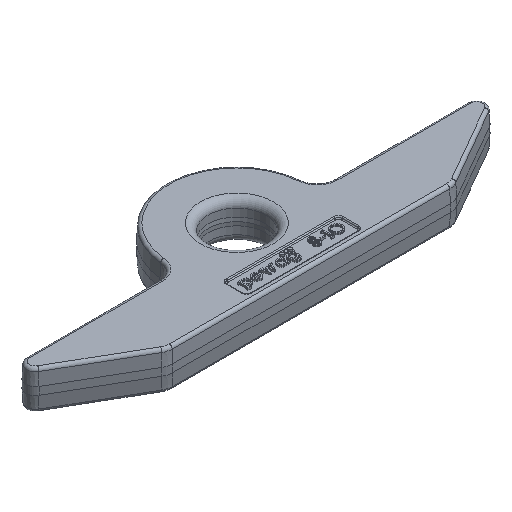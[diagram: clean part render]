
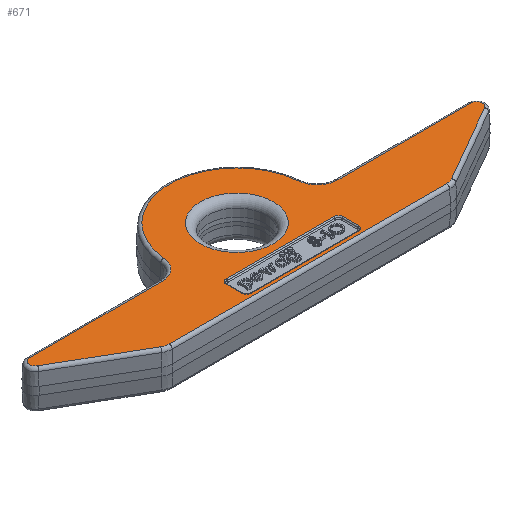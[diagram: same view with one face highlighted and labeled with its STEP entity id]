
A CAD part, isometric view. The second image highlights one B-rep face of the part: STEP entity #671.
In plain terms, the highlighted planar face has unit normal (0, 0, 1).
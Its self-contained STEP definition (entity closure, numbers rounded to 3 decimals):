
#671=ADVANCED_FACE('',(#1834,#1835,#1836),#1218,.T.);
#1218=PLANE('',#10826);
#1707=CIRCLE('',#10814,1.25);
#1708=CIRCLE('',#10815,1.25);
#1709=CIRCLE('',#10816,1.25);
#1710=CIRCLE('',#10817,1.25);
#1711=CIRCLE('',#10818,9.5);
#1712=CIRCLE('',#10819,5.469);
#1713=CIRCLE('',#10820,17.531);
#1714=CIRCLE('',#10821,5.469);
#1715=CIRCLE('',#10822,1.531);
#1716=CIRCLE('',#10823,3.531);
#1717=CIRCLE('',#10824,3.531);
#1718=CIRCLE('',#10825,1.531);
#1834=FACE_BOUND('',#1900,.T.);
#1835=FACE_BOUND('',#1901,.T.);
#1836=FACE_BOUND('',#1902,.T.);
#1900=EDGE_LOOP('',(#2820,#2821,#2822,#2823,#2824,#2825,#2826,#2827));
#1901=EDGE_LOOP('',(#2828));
#1902=EDGE_LOOP('',(#2829,#2830,#2831,#2832,#2833,#2834,#2835,#2836,#2837,
#2838,#2839,#2840));
#2820=ORIENTED_EDGE('',*,*,#6839,.T.);
#2821=ORIENTED_EDGE('',*,*,#6840,.T.);
#2822=ORIENTED_EDGE('',*,*,#6841,.T.);
#2823=ORIENTED_EDGE('',*,*,#6842,.T.);
#2824=ORIENTED_EDGE('',*,*,#6843,.T.);
#2825=ORIENTED_EDGE('',*,*,#6844,.T.);
#2826=ORIENTED_EDGE('',*,*,#6845,.T.);
#2827=ORIENTED_EDGE('',*,*,#6846,.T.);
#2828=ORIENTED_EDGE('',*,*,#6847,.T.);
#2829=ORIENTED_EDGE('',*,*,#6848,.T.);
#2830=ORIENTED_EDGE('',*,*,#6849,.T.);
#2831=ORIENTED_EDGE('',*,*,#6850,.T.);
#2832=ORIENTED_EDGE('',*,*,#6851,.T.);
#2833=ORIENTED_EDGE('',*,*,#6852,.T.);
#2834=ORIENTED_EDGE('',*,*,#6853,.T.);
#2835=ORIENTED_EDGE('',*,*,#6854,.T.);
#2836=ORIENTED_EDGE('',*,*,#6855,.T.);
#2837=ORIENTED_EDGE('',*,*,#6856,.T.);
#2838=ORIENTED_EDGE('',*,*,#6857,.T.);
#2839=ORIENTED_EDGE('',*,*,#6858,.T.);
#2840=ORIENTED_EDGE('',*,*,#6859,.T.);
#5830=VERTEX_POINT('',#14929);
#5831=VERTEX_POINT('',#14930);
#5832=VERTEX_POINT('',#14932);
#5833=VERTEX_POINT('',#14934);
#5834=VERTEX_POINT('',#14936);
#5835=VERTEX_POINT('',#14938);
#5836=VERTEX_POINT('',#14940);
#5837=VERTEX_POINT('',#14942);
#5838=VERTEX_POINT('',#14945);
#5839=VERTEX_POINT('',#14947);
#5840=VERTEX_POINT('',#14948);
#5841=VERTEX_POINT('',#14950);
#5842=VERTEX_POINT('',#14952);
#5843=VERTEX_POINT('',#14954);
#5844=VERTEX_POINT('',#14956);
#5845=VERTEX_POINT('',#14958);
#5846=VERTEX_POINT('',#14960);
#5847=VERTEX_POINT('',#14962);
#5848=VERTEX_POINT('',#14964);
#5849=VERTEX_POINT('',#14966);
#5850=VERTEX_POINT('',#14968);
#6839=EDGE_CURVE('',#5830,#5831,#8329,.T.);
#6840=EDGE_CURVE('',#5831,#5832,#1707,.T.);
#6841=EDGE_CURVE('',#5832,#5833,#8330,.T.);
#6842=EDGE_CURVE('',#5833,#5834,#1708,.T.);
#6843=EDGE_CURVE('',#5834,#5835,#8331,.T.);
#6844=EDGE_CURVE('',#5835,#5836,#1709,.T.);
#6845=EDGE_CURVE('',#5836,#5837,#8332,.T.);
#6846=EDGE_CURVE('',#5837,#5830,#1710,.T.);
#6847=EDGE_CURVE('',#5838,#5838,#1711,.T.);
#6848=EDGE_CURVE('',#5839,#5840,#8333,.T.);
#6849=EDGE_CURVE('',#5840,#5841,#1712,.T.);
#6850=EDGE_CURVE('',#5841,#5842,#1713,.T.);
#6851=EDGE_CURVE('',#5842,#5843,#1714,.T.);
#6852=EDGE_CURVE('',#5843,#5844,#8334,.T.);
#6853=EDGE_CURVE('',#5844,#5845,#1715,.T.);
#6854=EDGE_CURVE('',#5845,#5846,#8335,.T.);
#6855=EDGE_CURVE('',#5846,#5847,#1716,.T.);
#6856=EDGE_CURVE('',#5847,#5848,#8336,.T.);
#6857=EDGE_CURVE('',#5848,#5849,#1717,.T.);
#6858=EDGE_CURVE('',#5849,#5850,#8337,.T.);
#6859=EDGE_CURVE('',#5850,#5839,#1718,.T.);
#8329=LINE('',#14928,#9711);
#8330=LINE('',#14933,#9712);
#8331=LINE('',#14937,#9713);
#8332=LINE('',#14941,#9714);
#8333=LINE('',#14946,#9715);
#8334=LINE('',#14955,#9716);
#8335=LINE('',#14959,#9717);
#8336=LINE('',#14963,#9718);
#8337=LINE('',#14967,#9719);
#9711=VECTOR('',#11870,1.);
#9712=VECTOR('',#11873,1.);
#9713=VECTOR('',#11876,1.);
#9714=VECTOR('',#11879,1.);
#9715=VECTOR('',#11884,1.);
#9716=VECTOR('',#11891,1.);
#9717=VECTOR('',#11894,1.);
#9718=VECTOR('',#11897,1.);
#9719=VECTOR('',#11900,1.);
#10814=AXIS2_PLACEMENT_3D('',#14931,#11871,#11872);
#10815=AXIS2_PLACEMENT_3D('',#14935,#11874,#11875);
#10816=AXIS2_PLACEMENT_3D('',#14939,#11877,#11878);
#10817=AXIS2_PLACEMENT_3D('',#14943,#11880,#11881);
#10818=AXIS2_PLACEMENT_3D('',#14944,#11882,#11883);
#10819=AXIS2_PLACEMENT_3D('',#14949,#11885,#11886);
#10820=AXIS2_PLACEMENT_3D('',#14951,#11887,#11888);
#10821=AXIS2_PLACEMENT_3D('',#14953,#11889,#11890);
#10822=AXIS2_PLACEMENT_3D('',#14957,#11892,#11893);
#10823=AXIS2_PLACEMENT_3D('',#14961,#11895,#11896);
#10824=AXIS2_PLACEMENT_3D('',#14965,#11898,#11899);
#10825=AXIS2_PLACEMENT_3D('',#14969,#11901,#11902);
#10826=AXIS2_PLACEMENT_3D('',#14970,#11903,#11904);
#11870=DIRECTION('',(1.,0.,0.));
#11871=DIRECTION('',(0.,0.,-1.));
#11872=DIRECTION('',(1.,0.,0.));
#11873=DIRECTION('',(0.,-1.,0.));
#11874=DIRECTION('',(0.,0.,-1.));
#11875=DIRECTION('',(1.,0.,0.));
#11876=DIRECTION('',(-1.,0.,0.));
#11877=DIRECTION('',(0.,0.,-1.));
#11878=DIRECTION('',(1.,0.,0.));
#11879=DIRECTION('',(0.,1.,0.));
#11880=DIRECTION('',(0.,0.,-1.));
#11881=DIRECTION('',(1.,0.,0.));
#11882=DIRECTION('',(0.,0.,-1.));
#11883=DIRECTION('',(1.,0.,0.));
#11884=DIRECTION('',(-1.,0.,0.));
#11885=DIRECTION('',(0.,0.,-1.));
#11886=DIRECTION('',(1.,0.,0.));
#11887=DIRECTION('',(0.,0.,1.));
#11888=DIRECTION('',(1.,0.,0.));
#11889=DIRECTION('',(0.,0.,-1.));
#11890=DIRECTION('',(1.,0.,0.));
#11891=DIRECTION('',(-1.,0.,0.));
#11892=DIRECTION('',(0.,0.,1.));
#11893=DIRECTION('',(1.,0.,0.));
#11894=DIRECTION('',(0.866,-0.5,0.));
#11895=DIRECTION('',(0.,0.,1.));
#11896=DIRECTION('',(1.,0.,0.));
#11897=DIRECTION('',(1.,0.,0.));
#11898=DIRECTION('',(0.,0.,1.));
#11899=DIRECTION('',(1.,0.,0.));
#11900=DIRECTION('',(0.866,0.5,0.));
#11901=DIRECTION('',(0.,0.,1.));
#11902=DIRECTION('',(1.,0.,0.));
#11903=DIRECTION('',(0.,0.,1.));
#11904=DIRECTION('',(1.,0.,0.));
#14928=CARTESIAN_POINT('',(14.,-11.25,4.));
#14929=CARTESIAN_POINT('',(-14.,-11.25,4.));
#14930=CARTESIAN_POINT('',(14.,-11.25,4.));
#14931=CARTESIAN_POINT('',(14.,-12.5,4.));
#14932=CARTESIAN_POINT('',(15.25,-12.5,4.));
#14933=CARTESIAN_POINT('',(15.25,-16.5,4.));
#14934=CARTESIAN_POINT('',(15.25,-16.5,4.));
#14935=CARTESIAN_POINT('',(14.,-16.5,4.));
#14936=CARTESIAN_POINT('',(14.,-17.75,4.));
#14937=CARTESIAN_POINT('',(-14.,-17.75,4.));
#14938=CARTESIAN_POINT('',(-14.,-17.75,4.));
#14939=CARTESIAN_POINT('',(-14.,-16.5,4.));
#14940=CARTESIAN_POINT('',(-15.25,-16.5,4.));
#14941=CARTESIAN_POINT('',(-15.25,-12.5,4.));
#14942=CARTESIAN_POINT('',(-15.25,-12.5,4.));
#14943=CARTESIAN_POINT('',(-14.,-12.5,4.));
#14944=CARTESIAN_POINT('',(0.,0.,4.));
#14945=CARTESIAN_POINT('',(9.5,0.,4.));
#14946=CARTESIAN_POINT('',(22.913,-3.469,4.));
#14947=CARTESIAN_POINT('',(57.5,-3.469,4.));
#14948=CARTESIAN_POINT('',(22.913,-3.469,4.));
#14949=CARTESIAN_POINT('',(22.913,2.,4.));
#14950=CARTESIAN_POINT('',(17.465,1.524,4.));
#14951=CARTESIAN_POINT('',(0.,0.,4.));
#14952=CARTESIAN_POINT('',(-17.465,1.524,4.));
#14953=CARTESIAN_POINT('',(-22.913,2.,4.));
#14954=CARTESIAN_POINT('',(-22.913,-3.469,4.));
#14955=CARTESIAN_POINT('',(-57.5,-3.469,4.));
#14956=CARTESIAN_POINT('',(-57.5,-3.469,4.));
#14957=CARTESIAN_POINT('',(-57.5,-5.,4.));
#14958=CARTESIAN_POINT('',(-58.266,-6.326,4.));
#14959=CARTESIAN_POINT('',(-37.945,-18.058,4.));
#14960=CARTESIAN_POINT('',(-37.945,-18.058,4.));
#14961=CARTESIAN_POINT('',(-36.179,-15.,4.));
#14962=CARTESIAN_POINT('',(-36.179,-18.531,4.));
#14963=CARTESIAN_POINT('',(36.179,-18.531,4.));
#14964=CARTESIAN_POINT('',(36.179,-18.531,4.));
#14965=CARTESIAN_POINT('',(36.179,-15.,4.));
#14966=CARTESIAN_POINT('',(37.945,-18.058,4.));
#14967=CARTESIAN_POINT('',(58.266,-6.326,4.));
#14968=CARTESIAN_POINT('',(58.266,-6.326,4.));
#14969=CARTESIAN_POINT('',(57.5,-5.,4.));
#14970=CARTESIAN_POINT('',(-22.913,2.,4.));
